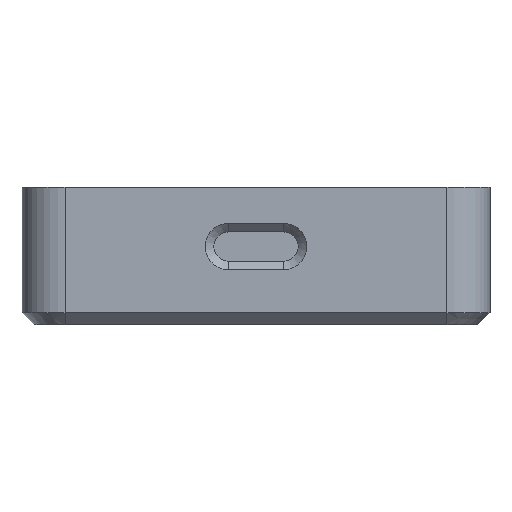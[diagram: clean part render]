
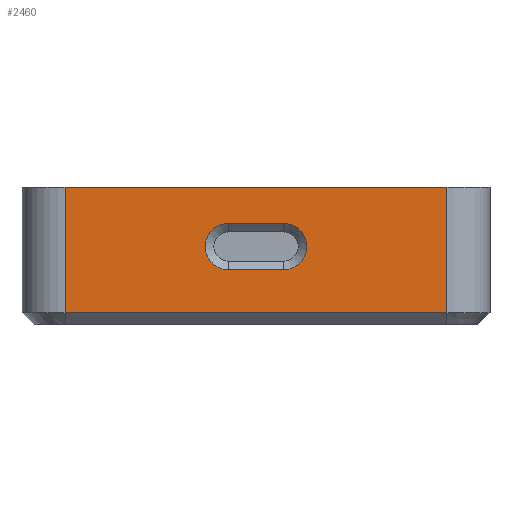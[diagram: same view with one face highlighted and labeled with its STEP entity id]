
A CAD part, front view. The second image highlights one B-rep face of the part: STEP entity #2460.
In plain terms, the highlighted planar face has unit normal (0, -1, 0).
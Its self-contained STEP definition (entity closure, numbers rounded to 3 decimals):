
#173 = ORIENTED_EDGE ( 'NONE', *, *, #2256, .T. ) ;
#208 = VERTEX_POINT ( 'NONE', #2046 ) ;
#242 = CARTESIAN_POINT ( 'NONE',  ( 22.2, -48.7, 10.8 ) ) ;
#255 = DIRECTION ( 'NONE',  ( 0., 1., 0. ) ) ;
#298 = DIRECTION ( 'NONE',  ( 0., 1., 0. ) ) ;
#314 = VERTEX_POINT ( 'NONE', #1031 ) ;
#315 = CARTESIAN_POINT ( 'NONE',  ( 3.2, -48.7, 8.1 ) ) ;
#471 = EDGE_CURVE ( 'NONE', #1047, #656, #2634, .T. ) ;
#522 = LINE ( 'NONE', #760, #2510 ) ;
#540 = CARTESIAN_POINT ( 'NONE',  ( -3.2, -48.7, 10.8 ) ) ;
#572 = CARTESIAN_POINT ( 'NONE',  ( -3.2, -48.7, 5.4 ) ) ;
#636 = EDGE_LOOP ( 'NONE', ( #1137, #2699, #1390, #1987 ) ) ;
#646 = EDGE_LOOP ( 'NONE', ( #1220, #1717, #1457, #173 ) ) ;
#656 = VERTEX_POINT ( 'NONE', #1834 ) ;
#670 = DIRECTION ( 'NONE',  ( 0., 1., 0. ) ) ;
#694 = CARTESIAN_POINT ( 'NONE',  ( -22.2, -48.7, 0.4 ) ) ;
#715 = DIRECTION ( 'NONE',  ( 0., 0., -1. ) ) ;
#745 = VECTOR ( 'NONE', #1869, 1000. ) ;
#760 = CARTESIAN_POINT ( 'NONE',  ( 22.2, -48.7, 5.4 ) ) ;
#777 = CARTESIAN_POINT ( 'NONE',  ( -22.2, -48.7, 15. ) ) ;
#875 = VERTEX_POINT ( 'NONE', #694 ) ;
#909 = AXIS2_PLACEMENT_3D ( 'NONE', #315, #298, #2107 ) ;
#974 = VERTEX_POINT ( 'NONE', #777 ) ;
#975 = CARTESIAN_POINT ( 'NONE',  ( -22.2, -48.7, 15. ) ) ;
#1031 = CARTESIAN_POINT ( 'NONE',  ( 22.2, -48.7, 15. ) ) ;
#1040 = CARTESIAN_POINT ( 'NONE',  ( 22.2, -48.7, 15. ) ) ;
#1047 = VERTEX_POINT ( 'NONE', #540 ) ;
#1105 = DIRECTION ( 'NONE',  ( -1., 0., 0. ) ) ;
#1108 = LINE ( 'NONE', #1040, #1332 ) ;
#1137 = ORIENTED_EDGE ( 'NONE', *, *, #2232, .T. ) ;
#1148 = LINE ( 'NONE', #2437, #2163 ) ;
#1205 = LINE ( 'NONE', #975, #745 ) ;
#1220 = ORIENTED_EDGE ( 'NONE', *, *, #1515, .T. ) ;
#1328 = EDGE_CURVE ( 'NONE', #974, #314, #1108, .T. ) ;
#1332 = VECTOR ( 'NONE', #1931, 1000. ) ;
#1390 = ORIENTED_EDGE ( 'NONE', *, *, #2517, .F. ) ;
#1393 = VECTOR ( 'NONE', #1700, 1000. ) ;
#1457 = ORIENTED_EDGE ( 'NONE', *, *, #2583, .T. ) ;
#1492 = AXIS2_PLACEMENT_3D ( 'NONE', #1863, #255, #2748 ) ;
#1515 = EDGE_CURVE ( 'NONE', #2255, #1047, #2143, .T. ) ;
#1575 = FACE_OUTER_BOUND ( 'NONE', #636, .T. ) ;
#1700 = DIRECTION ( 'NONE',  ( 1., 0., 0. ) ) ;
#1717 = ORIENTED_EDGE ( 'NONE', *, *, #471, .T. ) ;
#1824 = CARTESIAN_POINT ( 'NONE',  ( 22.2, -48.7, 0.4 ) ) ;
#1834 = CARTESIAN_POINT ( 'NONE',  ( 3.2, -48.7, 10.8 ) ) ;
#1836 = PLANE ( 'NONE',  #2261 ) ;
#1846 = VECTOR ( 'NONE', #2433, 1000. ) ;
#1863 = CARTESIAN_POINT ( 'NONE',  ( -3.2, -48.7, 8.1 ) ) ;
#1869 = DIRECTION ( 'NONE',  ( 0., 0., -1. ) ) ;
#1931 = DIRECTION ( 'NONE',  ( 1., 0., 0. ) ) ;
#1987 = ORIENTED_EDGE ( 'NONE', *, *, #1328, .F. ) ;
#2042 = FACE_BOUND ( 'NONE', #646, .T. ) ;
#2046 = CARTESIAN_POINT ( 'NONE',  ( 3.2, -48.7, 5.4 ) ) ;
#2107 = DIRECTION ( 'NONE',  ( -1., 0., 0. ) ) ;
#2143 = CIRCLE ( 'NONE', #1492, 2.7 ) ;
#2163 = VECTOR ( 'NONE', #715, 1000. ) ;
#2182 = CARTESIAN_POINT ( 'NONE',  ( 22.2, -48.7, 0.4 ) ) ;
#2212 = CARTESIAN_POINT ( 'NONE',  ( 22.2, -48.7, 15. ) ) ;
#2232 = EDGE_CURVE ( 'NONE', #974, #875, #1205, .T. ) ;
#2255 = VERTEX_POINT ( 'NONE', #572 ) ;
#2256 = EDGE_CURVE ( 'NONE', #208, #2255, #522, .T. ) ;
#2261 = AXIS2_PLACEMENT_3D ( 'NONE', #2212, #670, #1105 ) ;
#2377 = EDGE_CURVE ( 'NONE', #875, #2505, #2847, .T. ) ;
#2433 = DIRECTION ( 'NONE',  ( 1., 0., 0. ) ) ;
#2437 = CARTESIAN_POINT ( 'NONE',  ( 22.2, -48.7, 15. ) ) ;
#2460 = ADVANCED_FACE ( 'Face3', ( #2042, #1575 ), #1836, .F. ) ;
#2505 = VERTEX_POINT ( 'NONE', #1824 ) ;
#2510 = VECTOR ( 'NONE', #2544, 1000. ) ;
#2517 = EDGE_CURVE ( 'NONE', #314, #2505, #1148, .T. ) ;
#2544 = DIRECTION ( 'NONE',  ( -1., 0., 0. ) ) ;
#2583 = EDGE_CURVE ( 'NONE', #656, #208, #2769, .T. ) ;
#2634 = LINE ( 'NONE', #242, #1846 ) ;
#2699 = ORIENTED_EDGE ( 'NONE', *, *, #2377, .T. ) ;
#2748 = DIRECTION ( 'NONE',  ( -1., 0., 0. ) ) ;
#2769 = CIRCLE ( 'NONE', #909, 2.7 ) ;
#2847 = LINE ( 'NONE', #2182, #1393 ) ;
